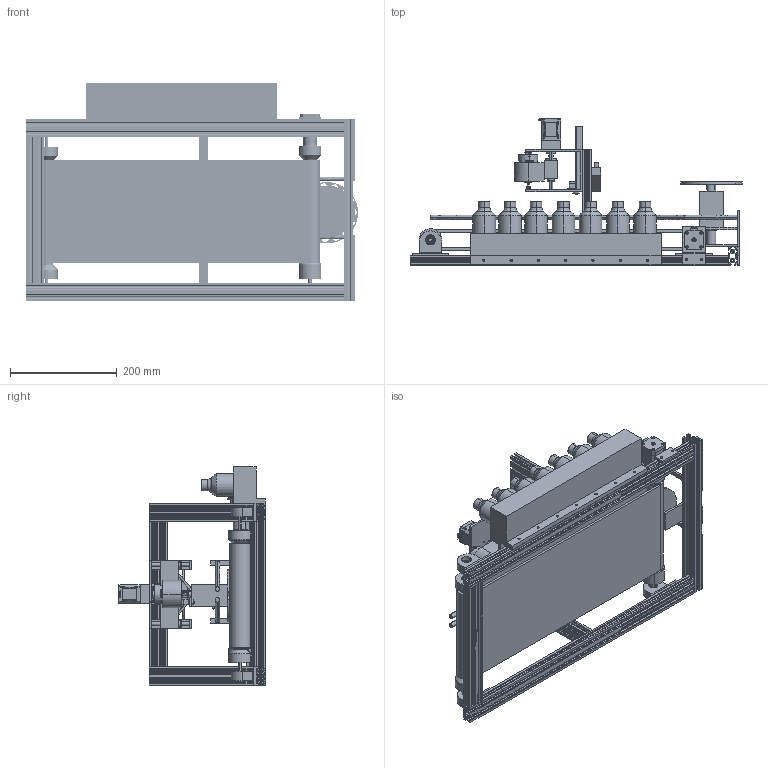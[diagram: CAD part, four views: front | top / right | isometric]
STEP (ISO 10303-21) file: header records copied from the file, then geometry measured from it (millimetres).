
FILE_DESCRIPTION(('FreeCAD Model'),'2;1');
FILE_NAME('Open CASCADE Shape Model','2025-05-04T21:05:41',('FreeCAD'),( 'FreeCAD'),'Open CASCADE STEP processor 7.6','FreeCAD','Unknown');
FILE_SCHEMA(('AUTOMOTIVE_DESIGN { 1 0 10303 214 1 1 1 1 }'));
Products named in the file (1): Open CASCADE STEP translator 7.6 1
Bounding box: 622.83 x 274.48 x 409.16 mm (x, y, z)
Volume: 3801574.9 mm3; surface area: 1685083.2 mm2
Topology: 102 solids, 102 shells, 3567 faces, 9137 edges, 5862 vertices
Faces by surface type: bspline 3567
Entity records: 146442 total; most frequent: CARTESIAN_POINT 93645, ORIENTED_EDGE 18064, EDGE_CURVE 9032, B_SPLINE_CURVE_WITH_KNOTS 6088, VERTEX_POINT 5853, FACE_BOUND 4043, EDGE_LOOP 4043, ADVANCED_FACE 3567
